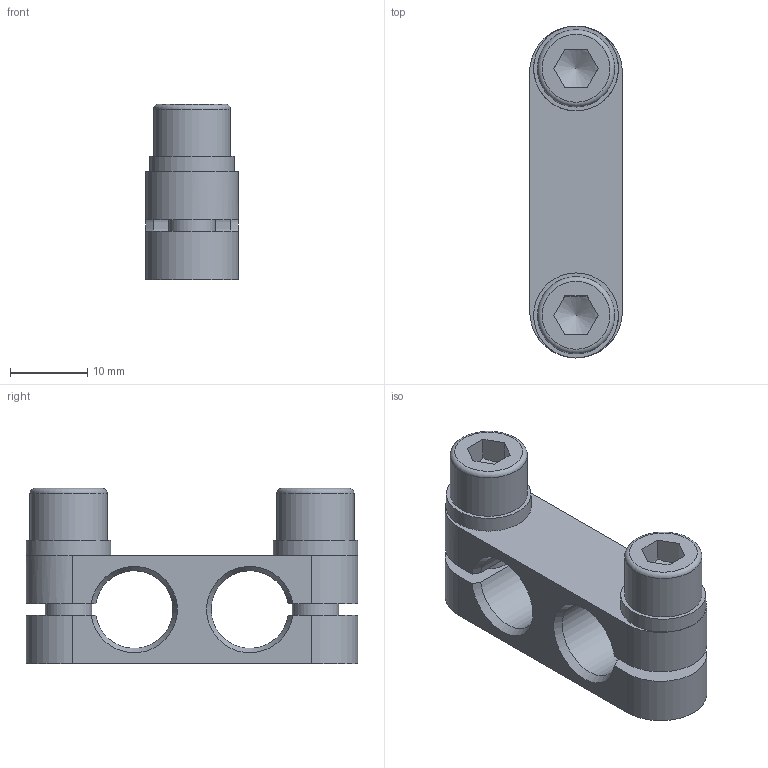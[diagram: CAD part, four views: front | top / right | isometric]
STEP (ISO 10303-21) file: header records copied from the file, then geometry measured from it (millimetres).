
FILE_DESCRIPTION(/* description */ ('GR02.220-Kd'),/* implementation_level */ '2;1');
FILE_NAME(/* name */ 'GR02.220-Kd.stp',/* time_stamp */ '2024-01-04T10:21:10+01:00',/* author */ ('BMaier'),/* organization */ (''),/* preprocessor_version */ 'ST-DEVELOPER v18',/* originating_system */ 'Autodesk Inventor 2020',/* authorisation */ '');
FILE_SCHEMA (('AUTOMOTIVE_DESIGN { 1 0 10303 214 3 1 1 }'));
Length unit declared in the file: millimetre
Products named in the file (1): 0803727
Bounding box: 12 x 43 x 22.7 mm (x, y, z)
Volume: 5815.4 mm3; surface area: 4346 mm2
Topology: 1 solids, 1 shells, 60 faces, 160 edges, 110 vertices
Faces by surface type: plane 30, cylinder 18, cone 8, torus 4
Full cylindrical faces by diameter (mm): 4.917 x2, 6 x2, 6.4 x2, 6.5 x2, 10 x2, 11 x2
Entity records: 2029 total; most frequent: CARTESIAN_POINT 373, DIRECTION 330, ORIENTED_EDGE 316, EDGE_CURVE 158, AXIS2_PLACEMENT_3D 133, VERTEX_POINT 110, EDGE_LOOP 74, CIRCLE 72
